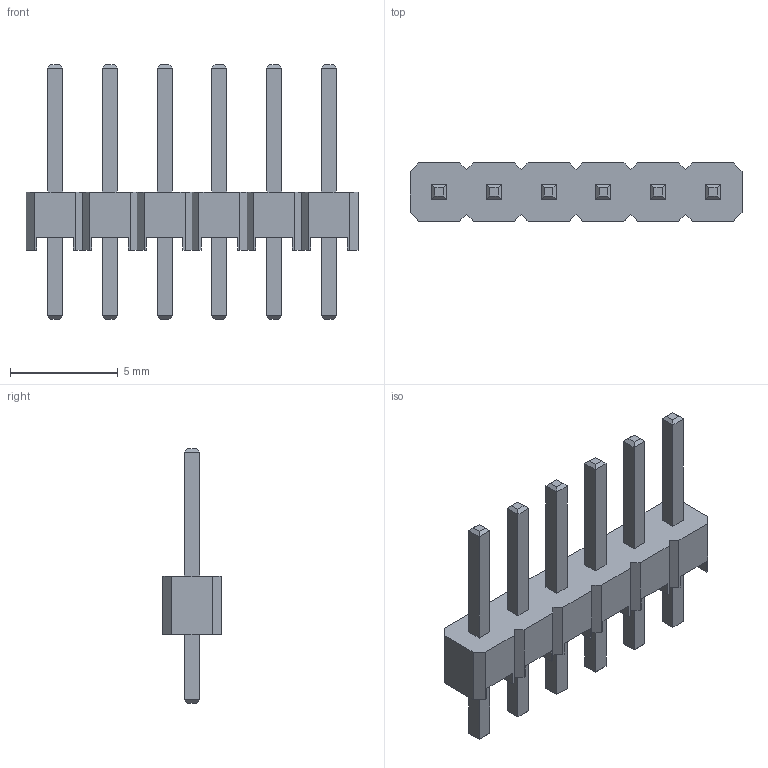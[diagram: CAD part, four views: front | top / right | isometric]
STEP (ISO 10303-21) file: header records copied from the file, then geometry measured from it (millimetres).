
FILE_DESCRIPTION(('FreeCAD Model'),'2;1');
FILE_NAME('Fusion.step','2016-12-07T23:02:46',('Author'),('' ),'Open CASCADE STEP processor 6.8','FreeCAD','Unknown');
FILE_SCHEMA(('AUTOMOTIVE_DESIGN_CC2 { 1 2 10303 214 -1 1 5 4 }'));
Length unit declared in the file: millimetre
Products named in the file (2): ASSEMBLY; Fusion
Assembly tree (1 placements, depth 2):
  ASSEMBLY
    Fusion
Bounding box: 15.4 x 2.7 x 11.8 mm (x, y, z)
Volume: 120.3 mm3; surface area: 349.6 mm2
Topology: 1 solids, 1 shells, 172 faces, 426 edges, 268 vertices
Faces by surface type: plane 172
Entity records: 11679 total; most frequent: CARTESIAN_POINT 1740, DIRECTION 1606, LINE 1258, VECTOR 1258, ORIENTED_EDGE 852, PCURVE 852, DEFINITIONAL_REPRESENTATION 852, EDGE_CURVE 426
